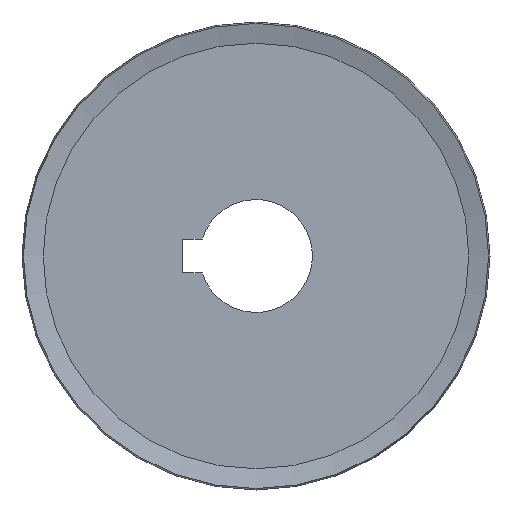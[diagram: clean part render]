
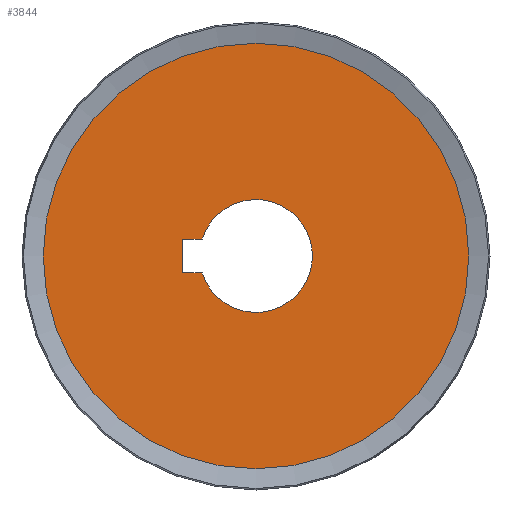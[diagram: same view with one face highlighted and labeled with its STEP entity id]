
A CAD part, left-side view. The second image highlights one B-rep face of the part: STEP entity #3844.
In plain terms, the highlighted planar face has unit normal (-1, 0, 0).
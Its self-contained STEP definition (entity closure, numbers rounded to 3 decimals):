
#143=FACE_BOUND('',#1063,.T.);
#148=LINE('',#5819,#501);
#149=LINE('',#5823,#502);
#150=LINE('',#5824,#503);
#501=VECTOR('',#4536,3.461);
#502=VECTOR('',#4539,3.461);
#503=VECTOR('',#4540,6.);
#854=FACE_OUTER_BOUND('',#1062,.T.);
#1062=EDGE_LOOP('',(#2546));
#1063=EDGE_LOOP('',(#2547,#2548,#2549,#2550));
#1275=CIRCLE('',#4067,37.741);
#1276=CIRCLE('',#4068,10.);
#1531=VERTEX_POINT('',#5815);
#1532=VERTEX_POINT('',#5817);
#1533=VERTEX_POINT('',#5818);
#1534=VERTEX_POINT('',#5820);
#1535=VERTEX_POINT('',#5822);
#1937=EDGE_CURVE('',#1531,#1531,#1275,.T.);
#1938=EDGE_CURVE('',#1532,#1533,#148,.T.);
#1939=EDGE_CURVE('',#1534,#1533,#1276,.T.);
#1940=EDGE_CURVE('',#1534,#1535,#149,.T.);
#1941=EDGE_CURVE('',#1535,#1532,#150,.T.);
#2546=ORIENTED_EDGE('',*,*,#1937,.T.);
#2547=ORIENTED_EDGE('',*,*,#1938,.T.);
#2548=ORIENTED_EDGE('',*,*,#1939,.F.);
#2549=ORIENTED_EDGE('',*,*,#1940,.T.);
#2550=ORIENTED_EDGE('',*,*,#1941,.T.);
#3764=PLANE('',#4066);
#3844=ADVANCED_FACE('',(#854,#143),#3764,.F.);
#4066=AXIS2_PLACEMENT_3D('',#5814,#4532,#4533);
#4067=AXIS2_PLACEMENT_3D('',#5816,#4534,#4535);
#4068=AXIS2_PLACEMENT_3D('',#5821,#4537,#4538);
#4532=DIRECTION('center_axis',(1.,0.,0.));
#4533=DIRECTION('ref_axis',(0.,0.,-1.));
#4534=DIRECTION('center_axis',(-1.,0.,0.));
#4535=DIRECTION('ref_axis',(0.,0.,1.));
#4536=DIRECTION('',(0.,-1.,0.));
#4537=DIRECTION('center_axis',(-1.,0.,0.));
#4538=DIRECTION('ref_axis',(0.,0.,1.));
#4539=DIRECTION('',(0.,1.,0.));
#4540=DIRECTION('',(0.,0.,1.));
#5814=CARTESIAN_POINT('Origin',(0.,0.,0.));
#5815=CARTESIAN_POINT('',(0.,0.,-37.741));
#5816=CARTESIAN_POINT('Origin',(0.,0.,0.));
#5817=CARTESIAN_POINT('',(0.,13.,3.));
#5818=CARTESIAN_POINT('',(0.,9.539,3.));
#5819=CARTESIAN_POINT('',(0.,13.,3.));
#5820=CARTESIAN_POINT('',(0.,9.539,-3.));
#5821=CARTESIAN_POINT('Origin',(0.,0.,0.));
#5822=CARTESIAN_POINT('',(0.,13.,-3.));
#5823=CARTESIAN_POINT('',(0.,9.539,-3.));
#5824=CARTESIAN_POINT('',(0.,13.,-3.));
